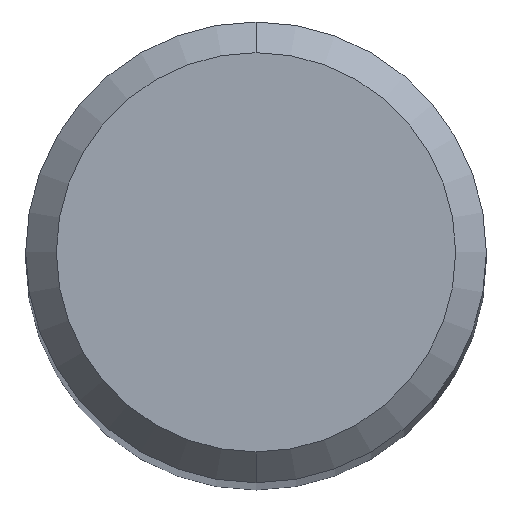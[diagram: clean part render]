
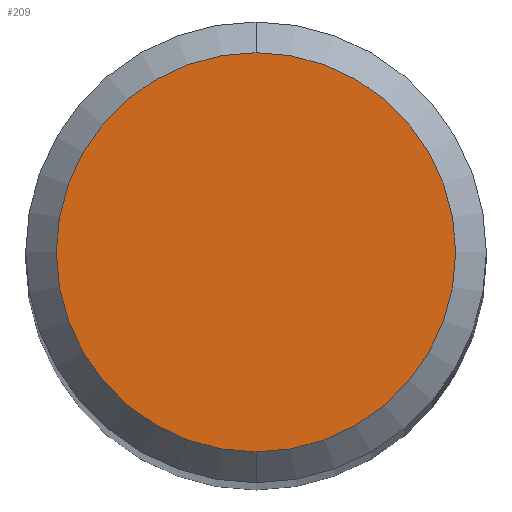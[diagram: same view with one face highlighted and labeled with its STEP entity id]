
A CAD part, top view. The second image highlights one B-rep face of the part: STEP entity #209.
In plain terms, the highlighted planar face has unit normal (0, 0, 1).
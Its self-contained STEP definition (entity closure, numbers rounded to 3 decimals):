
#209=ADVANCED_FACE('',(#518),#519,.T.);
#213=EDGE_CURVE('',#279,#267,#524,.T.);
#267=VERTEX_POINT('',#583);
#279=VERTEX_POINT('',#595);
#413=EDGE_CURVE('',#267,#279,#745,.T.);
#518=FACE_OUTER_BOUND('',#907,.T.);
#519=PLANE('',#908);
#524=CIRCLE('',#914,2.6);
#583=CARTESIAN_POINT('',(0.,-2.6,0.0));
#595=CARTESIAN_POINT('',(0.0,2.6,0.0));
#745=CIRCLE('',#1342,2.6);
#907=EDGE_LOOP('',(#1467,#1468));
#908=AXIS2_PLACEMENT_3D('',#1469,#1470,#1471);
#914=AXIS2_PLACEMENT_3D('',#1488,#1489,#1490);
#1342=AXIS2_PLACEMENT_3D('',#1740,#1741,#1742);
#1467=ORIENTED_EDGE('',*,*,#213,.F.);
#1468=ORIENTED_EDGE('',*,*,#413,.F.);
#1469=CARTESIAN_POINT('',(0.0,1.3,0.0));
#1470=DIRECTION('',(-0.0,0.0,1.0));
#1471=DIRECTION('',(0.0,-1.0,0.0));
#1488=CARTESIAN_POINT('',(0.0,0.0,0.0));
#1489=DIRECTION('',(0.0,0.0,-1.0));
#1490=DIRECTION('',(0.0,1.0,0.0));
#1740=CARTESIAN_POINT('',(0.0,0.0,0.0));
#1741=DIRECTION('',(0.0,0.0,-1.0));
#1742=DIRECTION('',(0.0,1.0,0.0));
